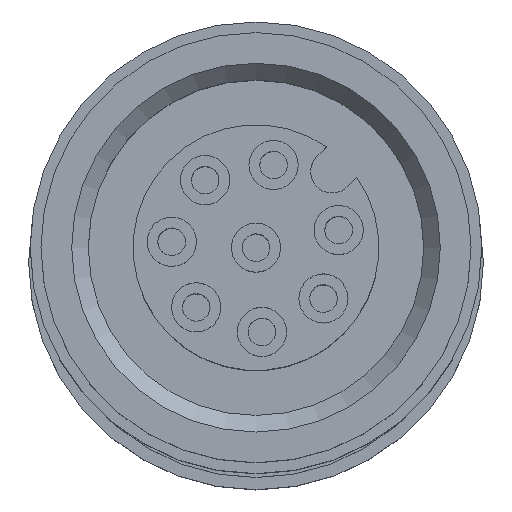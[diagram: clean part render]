
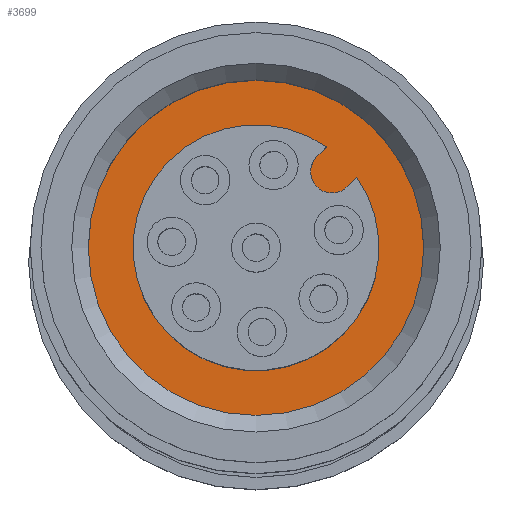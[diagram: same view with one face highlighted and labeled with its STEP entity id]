
A CAD part, top view. The second image highlights one B-rep face of the part: STEP entity #3699.
In plain terms, the highlighted planar face has unit normal (0, 0, 1).
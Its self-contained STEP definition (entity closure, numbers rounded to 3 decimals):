
#101=LINE('',#5206,#253);
#102=LINE('',#5210,#254);
#253=VECTOR('',#4342,1000.);
#254=VECTOR('',#4345,1000.);
#377=PLANE('',#3916);
#491=CIRCLE('',#3915,4.);
#492=CIRCLE('',#3917,5.459);
#493=CIRCLE('',#3918,0.7);
#707=ORIENTED_EDGE('',*,*,#1361,.F.);
#708=ORIENTED_EDGE('',*,*,#1358,.T.);
#709=ORIENTED_EDGE('',*,*,#1362,.T.);
#710=ORIENTED_EDGE('',*,*,#1363,.T.);
#711=ORIENTED_EDGE('',*,*,#1364,.T.);
#1358=EDGE_CURVE('',#1679,#1680,#491,.T.);
#1361=EDGE_CURVE('',#1681,#1681,#492,.T.);
#1362=EDGE_CURVE('',#1680,#1682,#101,.T.);
#1363=EDGE_CURVE('',#1682,#1683,#493,.T.);
#1364=EDGE_CURVE('',#1683,#1679,#102,.T.);
#1679=VERTEX_POINT('',#5199);
#1680=VERTEX_POINT('',#5200);
#1681=VERTEX_POINT('',#5205);
#1682=VERTEX_POINT('',#5207);
#1683=VERTEX_POINT('',#5209);
#1897=EDGE_LOOP('',(#707));
#1898=EDGE_LOOP('',(#708,#709,#710,#711));
#2156=FACE_BOUND('',#1897,.T.);
#2157=FACE_BOUND('',#1898,.T.);
#3699=ADVANCED_FACE('',(#2156,#2157),#377,.F.);
#3915=AXIS2_PLACEMENT_3D('',#5198,#4334,#4335);
#3916=AXIS2_PLACEMENT_3D('',#5203,#4338,#4339);
#3917=AXIS2_PLACEMENT_3D('',#5204,#4340,#4341);
#3918=AXIS2_PLACEMENT_3D('',#5208,#4343,#4344);
#4334=DIRECTION('',(0.,0.,-1.));
#4335=DIRECTION('',(-1.,0.,0.));
#4338=DIRECTION('',(0.,0.,-1.));
#4339=DIRECTION('',(-1.,0.,0.));
#4340=DIRECTION('',(0.,0.,-1.));
#4341=DIRECTION('',(-1.,0.,0.));
#4342=DIRECTION('',(-0.707,-0.707,0.));
#4343=DIRECTION('',(0.,0.,1.));
#4344=DIRECTION('',(0.,1.,0.));
#4345=DIRECTION('',(0.707,0.707,0.));
#5198=CARTESIAN_POINT('',(0.,0.,34.5));
#5199=CARTESIAN_POINT('',(3.28,2.29,34.5));
#5200=CARTESIAN_POINT('',(2.29,3.28,34.5));
#5203=CARTESIAN_POINT('',(0.,4.,34.5));
#5204=CARTESIAN_POINT('',(0.,0.,34.5));
#5205=CARTESIAN_POINT('',(-5.459,0.,34.5));
#5206=CARTESIAN_POINT('',(2.475,3.465,34.5));
#5207=CARTESIAN_POINT('',(1.98,2.97,34.5));
#5208=CARTESIAN_POINT('',(2.475,2.475,34.5));
#5209=CARTESIAN_POINT('',(2.97,1.98,34.5));
#5210=CARTESIAN_POINT('',(2.97,1.98,34.5));
